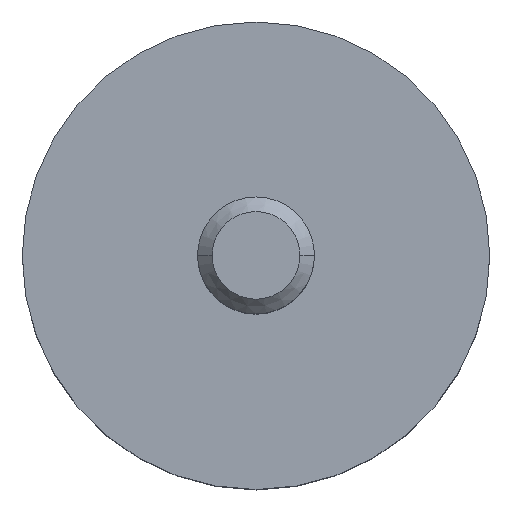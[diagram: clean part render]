
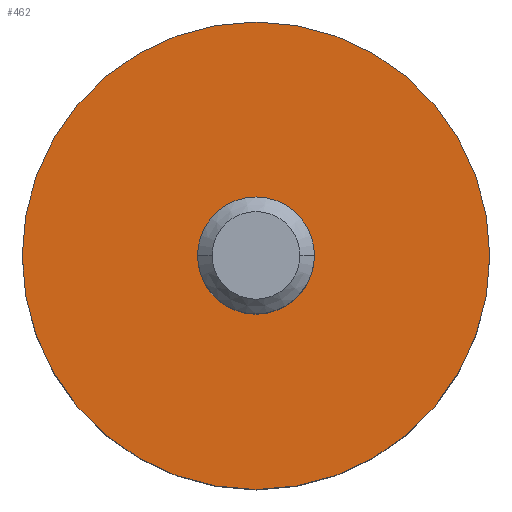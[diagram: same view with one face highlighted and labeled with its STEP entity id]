
A CAD part, top view. The second image highlights one B-rep face of the part: STEP entity #462.
In plain terms, the highlighted planar face has unit normal (0, 0, 1).
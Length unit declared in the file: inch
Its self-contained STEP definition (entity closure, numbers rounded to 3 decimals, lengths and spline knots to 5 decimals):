
#138=CARTESIAN_POINT('',(-0.5,0.,0.53));
#139=VERTEX_POINT('',#138);
#155=CARTESIAN_POINT('',(0.5,0.,0.53));
#156=VERTEX_POINT('',#155);
#163=CARTESIAN_POINT('',(0.0,0.0,0.53));
#164=DIRECTION('',(0.0,0.0,-1.0));
#165=DIRECTION('',(-1.0,0.0,0.0));
#166=AXIS2_PLACEMENT_3D('',#163,#164,#165);
#167=CIRCLE('',#166,0.5);
#168=EDGE_CURVE('',#156,#139,#167,.T.);
#178=CARTESIAN_POINT('',(-0.125,0.,0.53));
#179=VERTEX_POINT('',#178);
#188=CARTESIAN_POINT('',(0.125,0.,0.53));
#189=VERTEX_POINT('',#188);
#190=CARTESIAN_POINT('',(0.0,0.0,0.53));
#191=DIRECTION('',(0.0,0.0,-1.0));
#192=DIRECTION('',(-1.0,0.0,0.0));
#193=AXIS2_PLACEMENT_3D('',#190,#191,#192);
#194=CIRCLE('',#193,0.125);
#195=EDGE_CURVE('',#189,#179,#194,.T.);
#405=CARTESIAN_POINT('',(0.0,0.0,0.53));
#406=DIRECTION('',(0.0,0.0,-1.0));
#407=DIRECTION('',(-1.0,0.0,0.0));
#408=AXIS2_PLACEMENT_3D('',#405,#406,#407);
#409=CIRCLE('',#408,0.125);
#410=EDGE_CURVE('',#179,#189,#409,.T.);
#431=CARTESIAN_POINT('',(0.0,0.0,0.53));
#432=DIRECTION('',(0.0,0.0,-1.0));
#433=DIRECTION('',(-1.0,0.0,0.0));
#434=AXIS2_PLACEMENT_3D('',#431,#432,#433);
#435=CIRCLE('',#434,0.5);
#436=EDGE_CURVE('',#139,#156,#435,.T.);
#449=CARTESIAN_POINT('',(0.04545,0.,0.53));
#450=DIRECTION('',(0.0,0.0,1.0));
#451=DIRECTION('',(1.0,0.0,0.0));
#452=AXIS2_PLACEMENT_3D('',#449,#450,#451);
#453=PLANE('',#452);
#454=ORIENTED_EDGE('',*,*,#168,.F.);
#455=ORIENTED_EDGE('',*,*,#436,.F.);
#456=EDGE_LOOP('',(#454,#455));
#457=FACE_OUTER_BOUND('',#456,.T.);
#458=ORIENTED_EDGE('',*,*,#195,.T.);
#459=ORIENTED_EDGE('',*,*,#410,.T.);
#460=EDGE_LOOP('',(#458,#459));
#461=FACE_BOUND('',#460,.T.);
#462=ADVANCED_FACE('',(#457,#461),#453,.T.);
